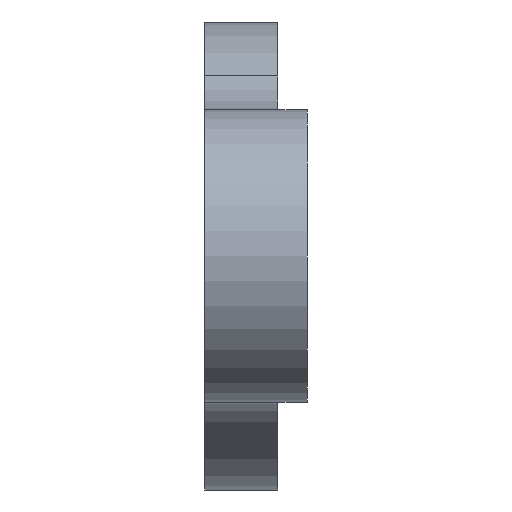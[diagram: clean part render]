
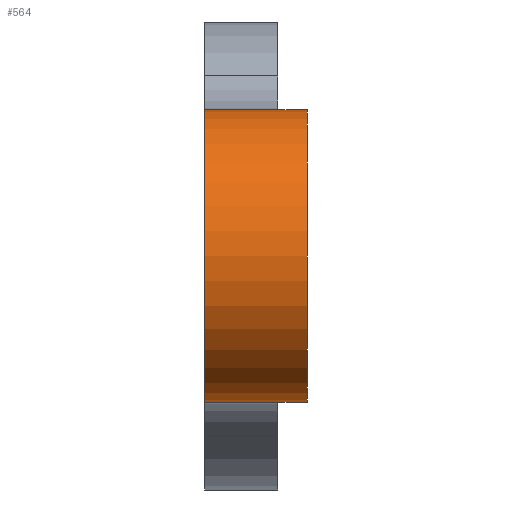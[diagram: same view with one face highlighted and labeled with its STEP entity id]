
A CAD part, left-side view. The second image highlights one B-rep face of the part: STEP entity #564.
In plain terms, the highlighted cylindrical face has radius 10 mm (diameter 20 mm), a full revolution.
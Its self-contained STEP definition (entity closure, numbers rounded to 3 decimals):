
#473=CARTESIAN_POINT('',(-105.,5.,0.));
#474=DIRECTION('',(0.,-1.,0.));
#475=DIRECTION('',(0.,0.,-1.));
#476=AXIS2_PLACEMENT_3D('',#473,#474,#475);
#477=CYLINDRICAL_SURFACE('',#476,10.);
#478=CARTESIAN_POINT('',(-105.,-2.,-10.));
#479=VERTEX_POINT('',#478);
#480=CARTESIAN_POINT('',(-105.,0.,-10.));
#481=VERTEX_POINT('',#480);
#482=CARTESIAN_POINT('',(-105.,-2.,-10.));
#483=DIRECTION('',(-0.,1.,-0.));
#484=VECTOR('',#483,2.);
#485=LINE('',#482,#484);
#486=EDGE_CURVE('',#479,#481,#485,.T.);
#487=ORIENTED_EDGE('',*,*,#486,.T.);
#488=CARTESIAN_POINT('',(-95.685,0.,-3.636));
#489=VERTEX_POINT('',#488);
#490=CARTESIAN_POINT('',(-105.,0.,0.));
#491=DIRECTION('',(0.,-1.,0.));
#492=DIRECTION('',(0.,0.,-1.));
#493=AXIS2_PLACEMENT_3D('',#490,#491,#492);
#494=CIRCLE('',#493,10.);
#495=EDGE_CURVE('NONE',#481,#489,#494,.T.);
#496=ORIENTED_EDGE('',*,*,#495,.T.);
#497=CARTESIAN_POINT('',(-95.685,5.,-3.636));
#498=VERTEX_POINT('',#497);
#499=CARTESIAN_POINT('',(-95.685,0.,-3.636));
#500=DIRECTION('',(-0.,1.,-0.));
#501=VECTOR('',#500,5.);
#502=LINE('',#499,#501);
#503=EDGE_CURVE('NONE',#489,#498,#502,.T.);
#504=ORIENTED_EDGE('',*,*,#503,.T.);
#505=CARTESIAN_POINT('',(-95.043,5.,0.923));
#506=VERTEX_POINT('',#505);
#507=CARTESIAN_POINT('',(-105.,5.,0.));
#508=DIRECTION('',(-0.,1.,-0.));
#509=DIRECTION('',(0.,0.,-1.));
#510=AXIS2_PLACEMENT_3D('',#507,#508,#509);
#511=CIRCLE('',#510,10.);
#512=EDGE_CURVE('NONE',#506,#498,#511,.T.);
#513=ORIENTED_EDGE('',*,*,#512,.F.);
#514=CARTESIAN_POINT('',(-95.043,0.,0.923));
#515=VERTEX_POINT('',#514);
#516=CARTESIAN_POINT('',(-95.043,5.,0.923));
#517=DIRECTION('',(0.,-1.,0.));
#518=VECTOR('',#517,5.);
#519=LINE('',#516,#518);
#520=EDGE_CURVE('NONE',#506,#515,#519,.T.);
#521=ORIENTED_EDGE('',*,*,#520,.T.);
#522=CARTESIAN_POINT('',(-105.,0.,10.));
#523=VERTEX_POINT('',#522);
#524=CARTESIAN_POINT('',(-105.,0.,0.));
#525=DIRECTION('',(0.,-1.,0.));
#526=DIRECTION('',(0.,0.,-1.));
#527=AXIS2_PLACEMENT_3D('',#524,#525,#526);
#528=CIRCLE('',#527,10.);
#529=EDGE_CURVE('NONE',#515,#523,#528,.T.);
#530=ORIENTED_EDGE('',*,*,#529,.T.);
#531=CARTESIAN_POINT('',(-105.,5.,10.));
#532=VERTEX_POINT('',#531);
#533=CARTESIAN_POINT('',(-105.,5.,10.));
#534=DIRECTION('',(-0.,-1.,-0.));
#535=VECTOR('',#534,5.);
#536=LINE('',#533,#535);
#537=EDGE_CURVE('NONE',#532,#523,#536,.T.);
#538=ORIENTED_EDGE('',*,*,#537,.F.);
#539=CARTESIAN_POINT('',(-105.,5.,-10.));
#540=VERTEX_POINT('',#539);
#541=CARTESIAN_POINT('',(-105.,5.,0.));
#542=DIRECTION('',(-0.,1.,-0.));
#543=DIRECTION('',(0.,0.,-1.));
#544=AXIS2_PLACEMENT_3D('',#541,#542,#543);
#545=CIRCLE('',#544,10.);
#546=EDGE_CURVE('NONE',#540,#532,#545,.T.);
#547=ORIENTED_EDGE('',*,*,#546,.F.);
#548=CARTESIAN_POINT('',(-105.,5.,-10.));
#549=DIRECTION('',(0.,-1.,0.));
#550=VECTOR('',#549,5.);
#551=LINE('',#548,#550);
#552=EDGE_CURVE('NONE',#540,#481,#551,.T.);
#553=ORIENTED_EDGE('',*,*,#552,.T.);
#554=ORIENTED_EDGE('',*,*,#486,.F.);
#555=CARTESIAN_POINT('',(-105.,-2.,0.));
#556=DIRECTION('',(0.,-1.,0.));
#557=DIRECTION('',(0.,0.,-1.));
#558=AXIS2_PLACEMENT_3D('',#555,#556,#557);
#559=CIRCLE('',#558,10.);
#560=EDGE_CURVE('NONE',#479,#479,#559,.T.);
#561=ORIENTED_EDGE('',*,*,#560,.F.);
#562=EDGE_LOOP('',(#487,#496,#504,#513,#521,#530,#538,#547,#553,#554,#561));
#563=FACE_BOUND('',#562,.T.);
#564=ADVANCED_FACE('NONE',(#563),#477,.T.);
